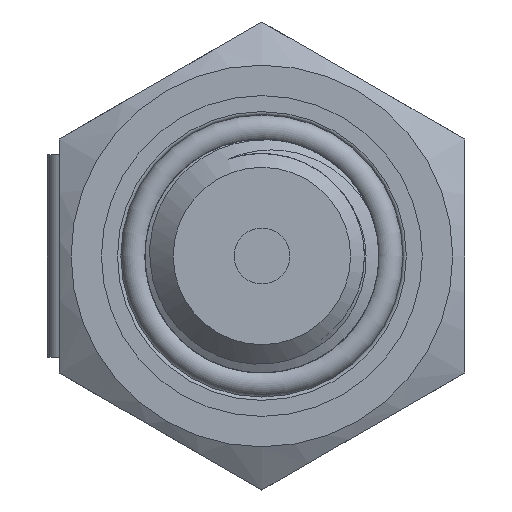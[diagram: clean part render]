
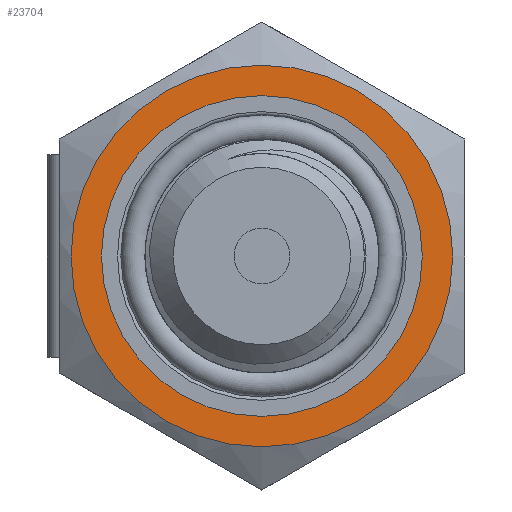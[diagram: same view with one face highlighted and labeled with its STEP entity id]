
A CAD part, left-side view. The second image highlights one B-rep face of the part: STEP entity #23704.
In plain terms, the highlighted planar face has unit normal (-1, 0, 0).
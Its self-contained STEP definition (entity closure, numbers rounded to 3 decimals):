
#569=FACE_BOUND('',#3033,.T.);
#686=PLANE('',#25023);
#1653=FACE_OUTER_BOUND('',#3032,.T.);
#3032=EDGE_LOOP('',(#17582));
#3033=EDGE_LOOP('',(#17583));
#4249=CIRCLE('',#24990,11.3);
#4266=CIRCLE('',#25022,9.5);
#10445=VERTEX_POINT('',#41812);
#10462=VERTEX_POINT('',#42951);
#13077=EDGE_CURVE('',#10445,#10445,#4249,.T.);
#13110=EDGE_CURVE('',#10462,#10462,#4266,.T.);
#17582=ORIENTED_EDGE('',*,*,#13077,.T.);
#17583=ORIENTED_EDGE('',*,*,#13110,.T.);
#23704=ADVANCED_FACE('',(#1653,#569),#686,.T.);
#24990=AXIS2_PLACEMENT_3D('',#41814,#27466,#27467);
#25022=AXIS2_PLACEMENT_3D('',#42952,#27539,#27540);
#25023=AXIS2_PLACEMENT_3D('',#42954,#27542,#27543);
#27466=DIRECTION('center_axis',(-1.,0.,0.));
#27467=DIRECTION('ref_axis',(0.,1.,0.));
#27539=DIRECTION('center_axis',(1.,0.,0.));
#27540=DIRECTION('ref_axis',(0.,0.,-1.));
#27542=DIRECTION('center_axis',(-1.,0.,0.));
#27543=DIRECTION('ref_axis',(0.,0.,1.));
#41812=CARTESIAN_POINT('',(14.,-11.3,0.));
#41814=CARTESIAN_POINT('Origin',(14.,0.,0.));
#42951=CARTESIAN_POINT('',(14.,-9.5,0.));
#42952=CARTESIAN_POINT('Origin',(14.,0.,0.));
#42954=CARTESIAN_POINT('Origin',(14.,12.,0.));
